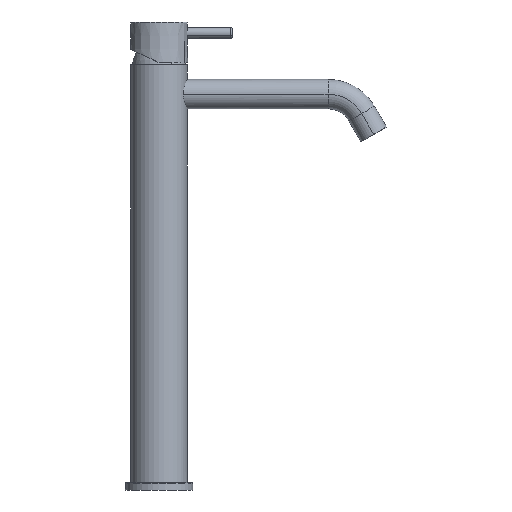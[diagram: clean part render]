
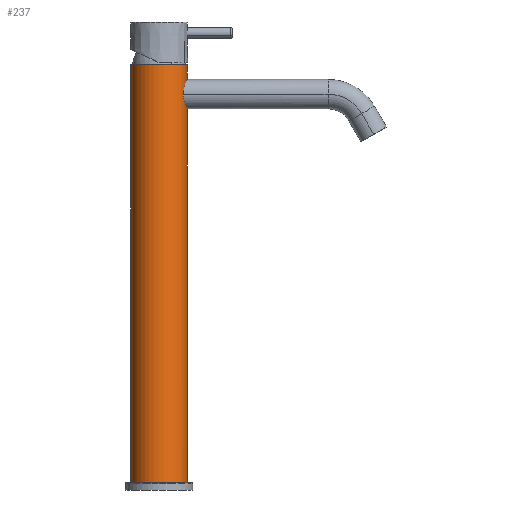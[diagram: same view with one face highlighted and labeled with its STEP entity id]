
A CAD part, front view. The second image highlights one B-rep face of the part: STEP entity #237.
In plain terms, the highlighted cylindrical face has radius 21 mm (diameter 42 mm), a partial arc.
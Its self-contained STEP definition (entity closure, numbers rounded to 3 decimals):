
#64=CARTESIAN_POINT('Vertex',(21.,0.,246.5)) ;
#66=CARTESIAN_POINT('Vertex',(-21.,0.,246.5)) ;
#69=CARTESIAN_POINT('Axis2P3D Location',(0.,0.,246.5)) ;
#97=CARTESIAN_POINT('Axis2P3D Location',(0.,0.,114.5)) ;
#102=CARTESIAN_POINT('Line Origine',(21.,0.,114.5)) ;
#106=CARTESIAN_POINT('Vertex',(21.,0.,235.5)) ;
#144=CARTESIAN_POINT('Vertex',(21.,0.,213.5)) ;
#147=CARTESIAN_POINT('Line Origine',(21.,0.,114.5)) ;
#151=CARTESIAN_POINT('Vertex',(21.,0.,-65.)) ;
#158=CARTESIAN_POINT('Vertex',(-21.,0.,-65.)) ;
#161=CARTESIAN_POINT('Line Origine',(-21.,0.,114.5)) ;
#165=CARTESIAN_POINT('Vertex',(-21.,0.,234.5)) ;
#168=CARTESIAN_POINT('Line Origine',(-21.,0.,114.5)) ;
#185=CARTESIAN_POINT('Axis2P3D Location',(0.,0.,-65.)) ;
#191=CARTESIAN_POINT('Control Point',(17.889,-11.,224.5)) ;
#192=CARTESIAN_POINT('Control Point',(17.889,-11.,223.122)) ;
#193=CARTESIAN_POINT('Control Point',(18.021,-10.784,221.744)) ;
#194=CARTESIAN_POINT('Control Point',(18.286,-10.354,220.434)) ;
#195=CARTESIAN_POINT('Control Point',(18.842,-9.344,218.433)) ;
#196=CARTESIAN_POINT('Control Point',(19.475,-7.897,216.768)) ;
#197=CARTESIAN_POINT('Control Point',(19.725,-7.259,216.166)) ;
#198=CARTESIAN_POINT('Control Point',(20.289,-5.612,214.894)) ;
#199=CARTESIAN_POINT('Control Point',(20.725,-3.676,214.024)) ;
#200=CARTESIAN_POINT('Control Point',(20.909,-2.479,213.675)) ;
#201=CARTESIAN_POINT('Control Point',(21.,-1.24,213.5)) ;
#202=CARTESIAN_POINT('Control Point',(21.,0.,213.5)) ;
#203=CARTESIAN_POINT('Vertex',(17.889,-11.,224.5)) ;
#207=CARTESIAN_POINT('Control Point',(17.889,-11.,224.5)) ;
#208=CARTESIAN_POINT('Control Point',(17.889,-11.,225.878)) ;
#209=CARTESIAN_POINT('Control Point',(18.021,-10.784,227.256)) ;
#210=CARTESIAN_POINT('Control Point',(18.286,-10.354,228.566)) ;
#211=CARTESIAN_POINT('Control Point',(18.912,-9.217,230.819)) ;
#212=CARTESIAN_POINT('Control Point',(19.635,-7.526,232.645)) ;
#213=CARTESIAN_POINT('Control Point',(19.963,-6.634,233.389)) ;
#214=CARTESIAN_POINT('Control Point',(20.256,-5.646,234.013)) ;
#215=CARTESIAN_POINT('Control Point',(20.494,-4.583,234.5)) ;
#216=CARTESIAN_POINT('Vertex',(20.494,-4.583,234.5)) ;
#220=CARTESIAN_POINT('Control Point',(20.494,-4.583,234.5)) ;
#221=CARTESIAN_POINT('Control Point',(20.731,-3.522,234.986)) ;
#222=CARTESIAN_POINT('Control Point',(20.91,-2.381,235.328)) ;
#223=CARTESIAN_POINT('Control Point',(21.,-1.19,235.5)) ;
#224=CARTESIAN_POINT('Control Point',(21.,0.,235.5)) ;
#104=VECTOR('Line Direction',#103,1.) ;
#149=VECTOR('Line Direction',#148,1.) ;
#163=VECTOR('Line Direction',#162,1.) ;
#170=VECTOR('Line Direction',#169,1.) ;
#70=DIRECTION('Axis2P3D Direction',(0.,0.,1.)) ;
#98=DIRECTION('Axis2P3D Direction',(0.,0.,-1.)) ;
#99=DIRECTION('Axis2P3D XDirection',(1.,0.,0.)) ;
#103=DIRECTION('Vector Direction',(0.,0.,-1.)) ;
#148=DIRECTION('Vector Direction',(0.,0.,-1.)) ;
#162=DIRECTION('Vector Direction',(0.,0.,-1.)) ;
#169=DIRECTION('Vector Direction',(0.,0.,-1.)) ;
#186=DIRECTION('Axis2P3D Direction',(0.,0.,-1.)) ;
#71=AXIS2_PLACEMENT_3D('Circle Axis2P3D',#69,#70,$) ;
#100=AXIS2_PLACEMENT_3D('Cylinder Axis2P3D',#97,#98,#99) ;
#187=AXIS2_PLACEMENT_3D('Circle Axis2P3D',#185,#186,$) ;
#105=LINE('Line',#102,#104) ;
#150=LINE('Line',#147,#149) ;
#164=LINE('Line',#161,#163) ;
#171=LINE('Line',#168,#170) ;
#72=CIRCLE('generated circle',#71,21.) ;
#188=CIRCLE('generated circle',#187,21.) ;
#101=CYLINDRICAL_SURFACE('generated cylinder',#100,21.) ;
#73=EDGE_CURVE('',#67,#65,#72,.T.) ;
#108=EDGE_CURVE('',#107,#65,#105,.F.) ;
#153=EDGE_CURVE('',#152,#145,#150,.F.) ;
#167=EDGE_CURVE('',#159,#166,#164,.F.) ;
#172=EDGE_CURVE('',#166,#67,#171,.F.) ;
#189=EDGE_CURVE('',#152,#159,#188,.T.) ;
#205=EDGE_CURVE('',#204,#145,#190,.T.) ;
#218=EDGE_CURVE('',#204,#217,#206,.T.) ;
#225=EDGE_CURVE('',#217,#107,#219,.T.) ;
#227=ORIENTED_EDGE('',*,*,#172,.F.) ;
#228=ORIENTED_EDGE('',*,*,#167,.F.) ;
#229=ORIENTED_EDGE('',*,*,#189,.F.) ;
#230=ORIENTED_EDGE('',*,*,#153,.T.) ;
#231=ORIENTED_EDGE('',*,*,#205,.F.) ;
#232=ORIENTED_EDGE('',*,*,#218,.T.) ;
#233=ORIENTED_EDGE('',*,*,#225,.T.) ;
#234=ORIENTED_EDGE('',*,*,#108,.T.) ;
#235=ORIENTED_EDGE('',*,*,#73,.F.) ;
#226=EDGE_LOOP('',(#227,#228,#229,#230,#231,#232,#233,#234,#235)) ;
#65=VERTEX_POINT('',#64) ;
#67=VERTEX_POINT('',#66) ;
#107=VERTEX_POINT('',#106) ;
#145=VERTEX_POINT('',#144) ;
#152=VERTEX_POINT('',#151) ;
#159=VERTEX_POINT('',#158) ;
#166=VERTEX_POINT('',#165) ;
#204=VERTEX_POINT('',#203) ;
#217=VERTEX_POINT('',#216) ;
#237=ADVANCED_FACE('PartBody',(#236),#101,.T.) ;
#190=B_SPLINE_CURVE_WITH_KNOTS('',5,(#191,#192,#193,#194,#195,#196,#197,#198,#199,#200,#201,#202),.UNSPECIFIED.,.F.,.U.,(6,3,3,6),(0.,9.742,16.151,24.917),.UNSPECIFIED.) ;
#206=B_SPLINE_CURVE_WITH_KNOTS('',5,(#207,#208,#209,#210,#211,#212,#213,#214,#215),.UNSPECIFIED.,.F.,.U.,(6,3,6),(0.,9.742,18.183),.UNSPECIFIED.) ;
#219=B_SPLINE_CURVE_WITH_KNOTS('',4,(#220,#221,#222,#223,#224),.UNSPECIFIED.,.F.,.U.,(5,5),(18.183,24.917),.UNSPECIFIED.) ;
#236=FACE_OUTER_BOUND('',#226,.T.) ;
